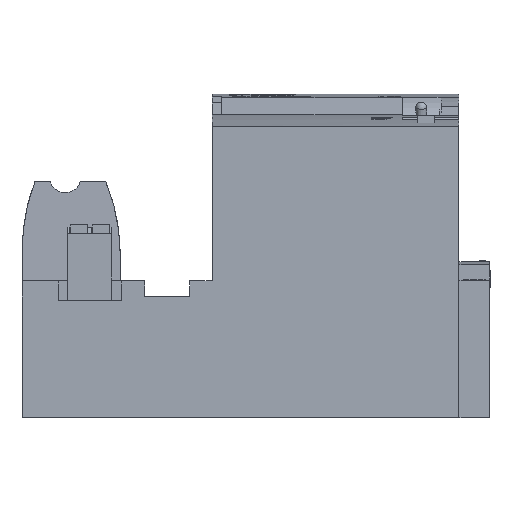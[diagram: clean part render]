
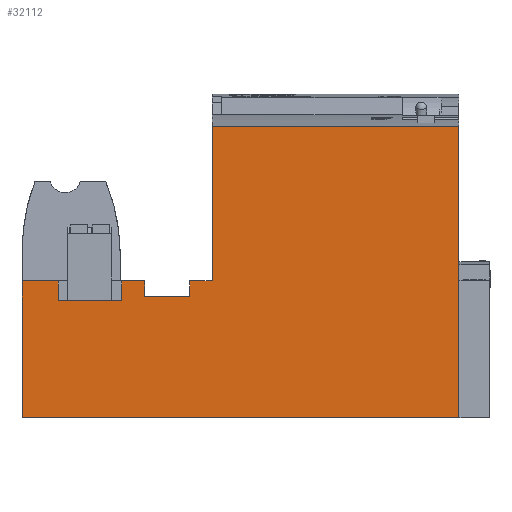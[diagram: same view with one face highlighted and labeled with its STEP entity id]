
A CAD part, front view. The second image highlights one B-rep face of the part: STEP entity #32112.
In plain terms, the highlighted planar face has unit normal (0, -1, 0).
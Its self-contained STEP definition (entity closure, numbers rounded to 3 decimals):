
#32112=ADVANCED_FACE('',(#39390),#36168,.T.);
#36168=PLANE('',#101306);
#39390=FACE_OUTER_BOUND('',#43286,.T.);
#43286=EDGE_LOOP('',(#48426,#48427,#48428,#48429,#48430,#48431,#48432,#48433,
#48434,#48435,#48436,#48437,#48438,#48439));
#48426=ORIENTED_EDGE('',*,*,#75829,.F.);
#48427=ORIENTED_EDGE('',*,*,#75830,.T.);
#48428=ORIENTED_EDGE('',*,*,#75831,.F.);
#48429=ORIENTED_EDGE('',*,*,#75832,.T.);
#48430=ORIENTED_EDGE('',*,*,#75833,.F.);
#48431=ORIENTED_EDGE('',*,*,#75834,.F.);
#48432=ORIENTED_EDGE('',*,*,#75835,.F.);
#48433=ORIENTED_EDGE('',*,*,#75836,.T.);
#48434=ORIENTED_EDGE('',*,*,#75837,.F.);
#48435=ORIENTED_EDGE('',*,*,#75838,.T.);
#48436=ORIENTED_EDGE('',*,*,#75839,.T.);
#48437=ORIENTED_EDGE('',*,*,#75795,.F.);
#48438=ORIENTED_EDGE('',*,*,#75840,.F.);
#48439=ORIENTED_EDGE('',*,*,#75841,.T.);
#68848=VERTEX_POINT('',#124350);
#68849=VERTEX_POINT('',#124352);
#68875=VERTEX_POINT('',#124422);
#68876=VERTEX_POINT('',#124423);
#68877=VERTEX_POINT('',#124425);
#68878=VERTEX_POINT('',#124427);
#68879=VERTEX_POINT('',#124429);
#68880=VERTEX_POINT('',#124431);
#68881=VERTEX_POINT('',#124433);
#68882=VERTEX_POINT('',#124435);
#68883=VERTEX_POINT('',#124437);
#68884=VERTEX_POINT('',#124439);
#68885=VERTEX_POINT('',#124441);
#68886=VERTEX_POINT('',#124444);
#75795=EDGE_CURVE('',#68848,#68849,#86038,.T.);
#75829=EDGE_CURVE('',#68875,#68876,#86067,.T.);
#75830=EDGE_CURVE('',#68875,#68877,#86068,.T.);
#75831=EDGE_CURVE('',#68878,#68877,#86069,.T.);
#75832=EDGE_CURVE('',#68878,#68879,#86070,.T.);
#75833=EDGE_CURVE('',#68880,#68879,#86071,.T.);
#75834=EDGE_CURVE('',#68881,#68880,#86072,.T.);
#75835=EDGE_CURVE('',#68882,#68881,#86073,.T.);
#75836=EDGE_CURVE('',#68882,#68883,#86074,.T.);
#75837=EDGE_CURVE('',#68884,#68883,#86075,.T.);
#75838=EDGE_CURVE('',#68884,#68885,#86076,.T.);
#75839=EDGE_CURVE('',#68885,#68849,#86077,.T.);
#75840=EDGE_CURVE('',#68886,#68848,#86078,.T.);
#75841=EDGE_CURVE('',#68886,#68876,#86079,.T.);
#86038=LINE('',#124351,#93619);
#86067=LINE('',#124421,#93648);
#86068=LINE('',#124424,#93649);
#86069=LINE('',#124426,#93650);
#86070=LINE('',#124428,#93651);
#86071=LINE('',#124430,#93652);
#86072=LINE('',#124432,#93653);
#86073=LINE('',#124434,#93654);
#86074=LINE('',#124436,#93655);
#86075=LINE('',#124438,#93656);
#86076=LINE('',#124440,#93657);
#86077=LINE('',#124442,#93658);
#86078=LINE('',#124443,#93659);
#86079=LINE('',#124445,#93660);
#93619=VECTOR('',#106446,1.);
#93648=VECTOR('',#106497,1.);
#93649=VECTOR('',#106498,1.);
#93650=VECTOR('',#106499,1.);
#93651=VECTOR('',#106500,1.);
#93652=VECTOR('',#106501,1.);
#93653=VECTOR('',#106502,1.);
#93654=VECTOR('',#106503,1.);
#93655=VECTOR('',#106504,1.);
#93656=VECTOR('',#106505,1.);
#93657=VECTOR('',#106506,1.);
#93658=VECTOR('',#106507,1.);
#93659=VECTOR('',#106508,1.);
#93660=VECTOR('',#106509,1.);
#101306=AXIS2_PLACEMENT_3D('',#124446,#106510,#106511);
#106446=DIRECTION('',(0.,0.,-1.));
#106497=DIRECTION('',(1.,0.,0.));
#106498=DIRECTION('',(0.,0.,-1.));
#106499=DIRECTION('',(1.,0.,0.));
#106500=DIRECTION('',(0.,0.,1.));
#106501=DIRECTION('',(1.,0.,0.));
#106502=DIRECTION('',(0.,0.,1.));
#106503=DIRECTION('',(1.,0.,0.));
#106504=DIRECTION('',(0.,0.,1.));
#106505=DIRECTION('',(1.,0.,0.));
#106506=DIRECTION('',(0.,0.,-1.));
#106507=DIRECTION('',(1.,0.,0.));
#106508=DIRECTION('',(1.,0.,0.));
#106509=DIRECTION('',(0.,0.,-1.));
#106510=DIRECTION('',(0.,-1.,0.));
#106511=DIRECTION('',(0.,0.,-1.));
#124350=CARTESIAN_POINT('',(0.,-76.6,59.596));
#124351=CARTESIAN_POINT('',(0.,-76.6,12.2));
#124352=CARTESIAN_POINT('',(0.,-76.6,-7.));
#124421=CARTESIAN_POINT('',(-81.,-76.6,24.3));
#124422=CARTESIAN_POINT('',(-61.6,-76.6,24.3));
#124423=CARTESIAN_POINT('',(-56.499,-76.6,24.3));
#124424=CARTESIAN_POINT('',(-61.6,-76.6,12.2));
#124425=CARTESIAN_POINT('',(-61.6,-76.6,20.8));
#124426=CARTESIAN_POINT('',(-100.,-76.6,20.8));
#124427=CARTESIAN_POINT('',(-71.9,-76.6,20.8));
#124428=CARTESIAN_POINT('',(-71.9,-76.6,12.2));
#124429=CARTESIAN_POINT('',(-71.9,-76.6,24.3));
#124430=CARTESIAN_POINT('',(-81.,-76.6,24.3));
#124431=CARTESIAN_POINT('',(-77.2,-76.6,24.3));
#124432=CARTESIAN_POINT('',(-77.2,-76.6,19.8));
#124433=CARTESIAN_POINT('',(-77.2,-76.6,19.8));
#124434=CARTESIAN_POINT('',(-91.75,-76.6,19.8));
#124435=CARTESIAN_POINT('',(-91.75,-76.6,19.8));
#124436=CARTESIAN_POINT('',(-91.75,-76.6,19.8));
#124437=CARTESIAN_POINT('',(-91.75,-76.6,24.3));
#124438=CARTESIAN_POINT('',(-81.,-76.6,24.3));
#124439=CARTESIAN_POINT('',(-100.,-76.6,24.3));
#124440=CARTESIAN_POINT('',(-100.,-76.6,12.2));
#124441=CARTESIAN_POINT('',(-100.,-76.6,-7.));
#124442=CARTESIAN_POINT('',(-100.,-76.6,-7.));
#124443=CARTESIAN_POINT('',(-56.499,-76.6,59.596));
#124444=CARTESIAN_POINT('',(-56.499,-76.6,59.596));
#124445=CARTESIAN_POINT('',(-56.499,-76.6,59.596));
#124446=CARTESIAN_POINT('',(-100.,-76.6,12.2));
